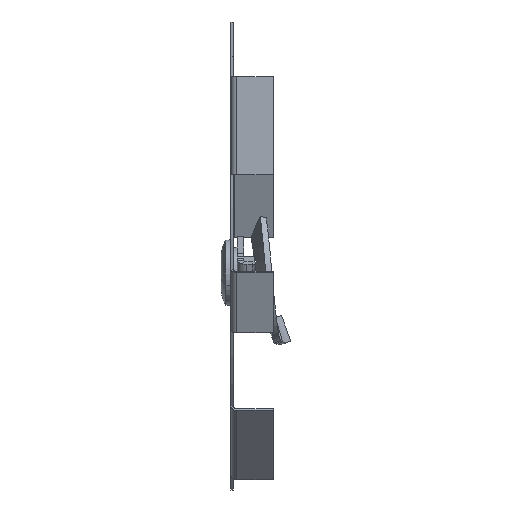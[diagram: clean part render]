
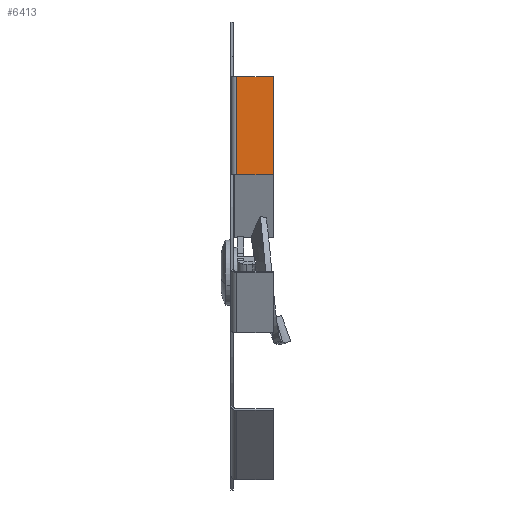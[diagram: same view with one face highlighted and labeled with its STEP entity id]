
A CAD part, left-side view. The second image highlights one B-rep face of the part: STEP entity #6413.
In plain terms, the highlighted planar face has unit normal (-1, 0, 0).
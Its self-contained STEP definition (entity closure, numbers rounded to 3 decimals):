
#126 = AXIS2_PLACEMENT_3D ( 'NONE', #456, #7320, #4260 ) ;
#455 = EDGE_CURVE ( 'NONE', #1628, #6635, #3534, .T. ) ;
#456 = CARTESIAN_POINT ( 'NONE',  ( -111.144, 0., 0. ) ) ;
#467 = DIRECTION ( 'NONE',  ( 0., 1., 0. ) ) ;
#500 = CARTESIAN_POINT ( 'NONE',  ( -111.144, 0., 26.109 ) ) ;
#1020 = VECTOR ( 'NONE', #3957, 1000. ) ;
#1564 = DIRECTION ( 'NONE',  ( 0., -1., 0. ) ) ;
#1628 = VERTEX_POINT ( 'NONE', #4439 ) ;
#1732 = VERTEX_POINT ( 'NONE', #3962 ) ;
#1793 = EDGE_LOOP ( 'NONE', ( #2887, #1804, #3724, #3287 ) ) ;
#1804 = ORIENTED_EDGE ( 'NONE', *, *, #4322, .T. ) ;
#2058 = VECTOR ( 'NONE', #467, 1000. ) ;
#2722 = EDGE_CURVE ( 'NONE', #1732, #6635, #7546, .T. ) ;
#2752 = CARTESIAN_POINT ( 'NONE',  ( -111.144, -13., 0. ) ) ;
#2887 = ORIENTED_EDGE ( 'NONE', *, *, #2722, .F. ) ;
#3154 = CARTESIAN_POINT ( 'NONE',  ( -111.144, -1.75, 26.109 ) ) ;
#3287 = ORIENTED_EDGE ( 'NONE', *, *, #455, .T. ) ;
#3338 = CARTESIAN_POINT ( 'NONE',  ( -111.144, 0., -3.891 ) ) ;
#3522 = FACE_OUTER_BOUND ( 'NONE', #1793, .T. ) ;
#3534 = LINE ( 'NONE', #500, #2058 ) ;
#3724 = ORIENTED_EDGE ( 'NONE', *, *, #5648, .T. ) ;
#3825 = VECTOR ( 'NONE', #4964, 1000. ) ;
#3948 = CARTESIAN_POINT ( 'NONE',  ( -111.144, -13., -3.891 ) ) ;
#3957 = DIRECTION ( 'NONE',  ( 0., 0., 1. ) ) ;
#3962 = CARTESIAN_POINT ( 'NONE',  ( -111.144, -1.75, -3.891 ) ) ;
#4260 = DIRECTION ( 'NONE',  ( 0., 1., 0. ) ) ;
#4322 = EDGE_CURVE ( 'NONE', #1732, #4762, #4444, .T. ) ;
#4439 = CARTESIAN_POINT ( 'NONE',  ( -111.144, -13., 26.109 ) ) ;
#4444 = LINE ( 'NONE', #3338, #7521 ) ;
#4762 = VERTEX_POINT ( 'NONE', #3948 ) ;
#4964 = DIRECTION ( 'NONE',  ( 0., 0., 1. ) ) ;
#5648 = EDGE_CURVE ( 'NONE', #4762, #1628, #7697, .T. ) ;
#5697 = CARTESIAN_POINT ( 'NONE',  ( -111.144, -1.75, 26.109 ) ) ;
#6413 = ADVANCED_FACE ( 'NONE', ( #3522 ), #6683, .F. ) ;
#6635 = VERTEX_POINT ( 'NONE', #3154 ) ;
#6683 = PLANE ( 'NONE',  #126 ) ;
#7320 = DIRECTION ( 'NONE',  ( 1., 0., 0. ) ) ;
#7521 = VECTOR ( 'NONE', #1564, 1000. ) ;
#7546 = LINE ( 'NONE', #5697, #3825 ) ;
#7697 = LINE ( 'NONE', #2752, #1020 ) ;
